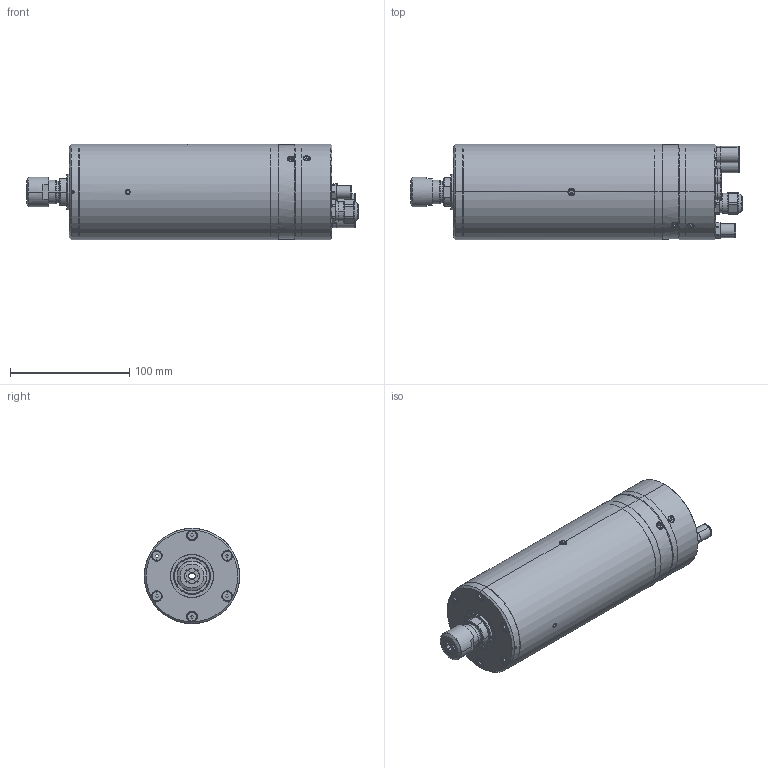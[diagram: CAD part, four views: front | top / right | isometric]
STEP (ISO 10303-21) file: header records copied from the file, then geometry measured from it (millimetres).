
FILE_DESCRIPTION (( 'STEP AP203' ), '1' );
FILE_NAME ('080S40-00-.STEP', '2013-06-11T13:25:51', ( '' ), ( '' ), 'SwSTEP 2.0', 'SolidWorks 2012', '' );
FILE_SCHEMA (( 'CONFIG_CONTROL_DESIGN' ));
Length unit declared in the file: millimetre
Products named in the file (1): 080S40-00-
Bounding box: 278.36 x 80 x 80 mm (x, y, z)
Surface area: 84969.2 mm2 (no closed solid volume)
Topology: 0 solids, 42 shells, 411 faces, 1306 edges, 915 vertices
Faces by surface type: plane 184, cylinder 128, cone 67, torus 32
Entity records: 15069 total; most frequent: CARTESIAN_POINT 3255, DIRECTION 2644, ORIENTED_EDGE 2059, EDGE_CURVE 1298, AXIS2_PLACEMENT_3D 998, VERTEX_POINT 915, LINE 648, VECTOR 648
